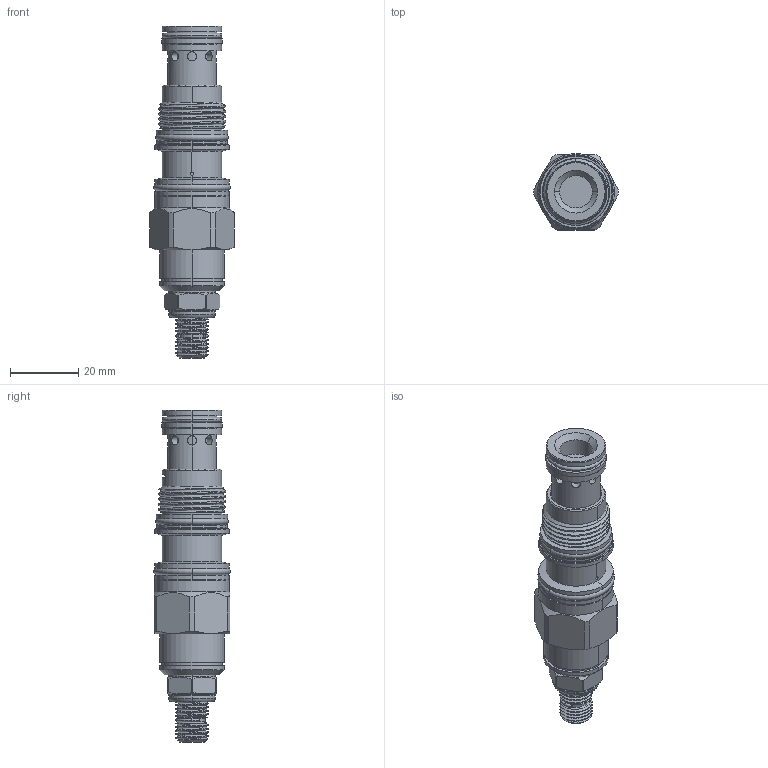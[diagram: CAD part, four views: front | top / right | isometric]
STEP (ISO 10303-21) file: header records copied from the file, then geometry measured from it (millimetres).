
FILE_DESCRIPTION (( 'STEP AP203' ), '1' );
FILE_NAME ('SP11A30-LS.STEP', '2020-03-27T05:15:21', ( '' ), ( '' ), 'SwSTEP 2.0', 'SolidWorks 2018', '' );
FILE_SCHEMA (( 'CONFIG_CONTROL_DESIGN' ));
Length unit declared in the file: millimetre
Products named in the file (1): SP11A30-LS
Bounding box: 24.79 x 22.55 x 97.29 mm (x, y, z)
Volume: 23694.4 mm3; surface area: 9296.2 mm2
Topology: 4 solids, 4 shells, 258 faces, 619 edges, 391 vertices
Faces by surface type: cylinder 131, plane 57, cone 37, torus 28, bspline 5
Entity records: 14093 total; most frequent: CARTESIAN_POINT 8192, ORIENTED_EDGE 1234, DIRECTION 1220, EDGE_CURVE 617, AXIS2_PLACEMENT_3D 509, VERTEX_POINT 391, EDGE_LOOP 286, ADVANCED_FACE 258
